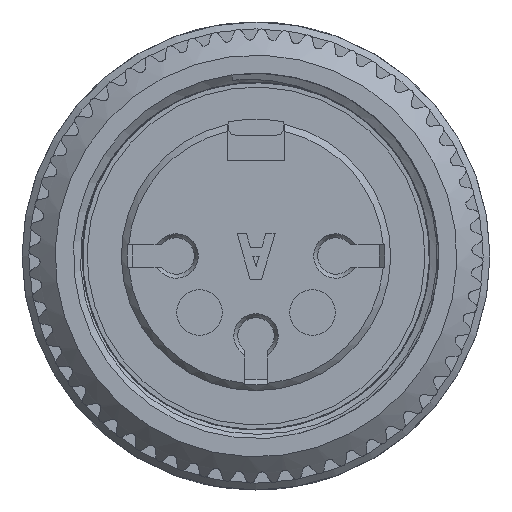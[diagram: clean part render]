
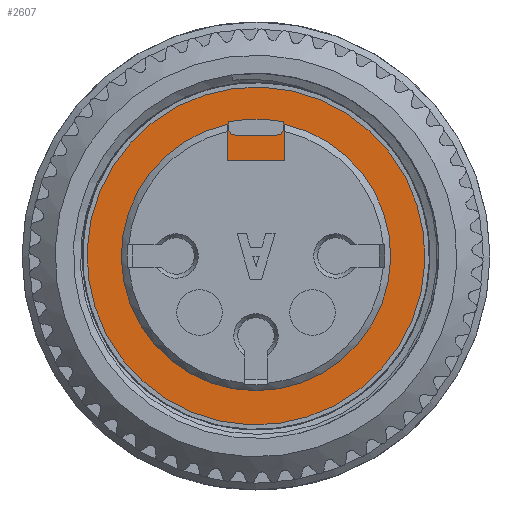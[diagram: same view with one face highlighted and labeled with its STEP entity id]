
A CAD part, left-side view. The second image highlights one B-rep face of the part: STEP entity #2607.
In plain terms, the highlighted planar face has unit normal (-1, 0, 0).
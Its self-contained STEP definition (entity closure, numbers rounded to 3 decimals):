
#590=FACE_BOUND('',#3660,.T.);
#591=FACE_BOUND('',#3661,.T.);
#592=FACE_BOUND('',#3662,.T.);
#616=ELLIPSE('',#10378,0.3,0.3);
#617=ELLIPSE('',#10381,0.3,0.3);
#796=PLANE('',#10398);
#1431=LINE('',#22228,#1849);
#1433=LINE('',#22236,#1851);
#1435=LINE('',#22244,#1853);
#1443=LINE('',#22272,#1861);
#1444=LINE('',#22277,#1862);
#1445=LINE('',#22279,#1863);
#1849=VECTOR('',#12040,1.);
#1851=VECTOR('',#12050,1.);
#1853=VECTOR('',#12060,1.);
#1861=VECTOR('',#12094,1.);
#1862=VECTOR('',#12097,1.);
#1863=VECTOR('',#12098,1.);
#2111=CIRCLE('',#10385,6.);
#2115=CIRCLE('',#10395,7.5);
#2116=CIRCLE('',#10397,5.9);
#2607=ADVANCED_FACE('',(#590,#591,#592),#796,.T.);
#3660=EDGE_LOOP('',(#6386));
#3661=EDGE_LOOP('',(#6387,#6388,#6389,#6390,#6391,#6392));
#3662=EDGE_LOOP('',(#6393,#6394,#6395,#6396));
#6386=ORIENTED_EDGE('',*,*,#8934,.T.);
#6387=ORIENTED_EDGE('',*,*,#8924,.F.);
#6388=ORIENTED_EDGE('',*,*,#8922,.T.);
#6389=ORIENTED_EDGE('',*,*,#8920,.T.);
#6390=ORIENTED_EDGE('',*,*,#8918,.T.);
#6391=ORIENTED_EDGE('',*,*,#8916,.T.);
#6392=ORIENTED_EDGE('',*,*,#8914,.T.);
#6393=ORIENTED_EDGE('',*,*,#8935,.F.);
#6394=ORIENTED_EDGE('',*,*,#8936,.T.);
#6395=ORIENTED_EDGE('',*,*,#8937,.F.);
#6396=ORIENTED_EDGE('',*,*,#8938,.F.);
#7505=VERTEX_POINT('',#22227);
#7506=VERTEX_POINT('',#22229);
#7507=VERTEX_POINT('',#22233);
#7508=VERTEX_POINT('',#22237);
#7509=VERTEX_POINT('',#22241);
#7510=VERTEX_POINT('',#22245);
#7516=VERTEX_POINT('',#22270);
#7517=VERTEX_POINT('',#22273);
#7518=VERTEX_POINT('',#22274);
#7519=VERTEX_POINT('',#22276);
#7520=VERTEX_POINT('',#22278);
#8914=EDGE_CURVE('',#7506,#7505,#1431,.T.);
#8916=EDGE_CURVE('',#7507,#7506,#616,.T.);
#8918=EDGE_CURVE('',#7508,#7507,#1433,.T.);
#8920=EDGE_CURVE('',#7509,#7508,#617,.T.);
#8922=EDGE_CURVE('',#7510,#7509,#1435,.T.);
#8924=EDGE_CURVE('',#7510,#7505,#2111,.T.);
#8934=EDGE_CURVE('',#7516,#7516,#2115,.T.);
#8935=EDGE_CURVE('',#7517,#7518,#1443,.T.);
#8936=EDGE_CURVE('',#7517,#7519,#2116,.T.);
#8937=EDGE_CURVE('',#7520,#7519,#1444,.T.);
#8938=EDGE_CURVE('',#7518,#7520,#1445,.T.);
#10378=AXIS2_PLACEMENT_3D('',#22232,#12045,#12046);
#10381=AXIS2_PLACEMENT_3D('',#22240,#12054,#12055);
#10385=AXIS2_PLACEMENT_3D('',#22248,#12064,#12065);
#10395=AXIS2_PLACEMENT_3D('',#22269,#12090,#12091);
#10397=AXIS2_PLACEMENT_3D('',#22275,#12095,#12096);
#10398=AXIS2_PLACEMENT_3D('',#22280,#12099,#12100);
#12040=DIRECTION('',(0.,0.,1.));
#12045=DIRECTION('',(1.,0.,0.));
#12046=DIRECTION('',(0.,1.,0.));
#12050=DIRECTION('',(0.,1.,0.));
#12054=DIRECTION('',(1.,0.,0.));
#12055=DIRECTION('',(0.,1.,0.));
#12060=DIRECTION('',(0.,0.,-1.));
#12064=DIRECTION('',(-1.,0.,0.));
#12065=DIRECTION('',(0.,-1.,0.));
#12090=DIRECTION('',(-1.,0.,0.));
#12091=DIRECTION('',(0.,-1.,0.));
#12094=DIRECTION('',(0.,0.,-1.));
#12095=DIRECTION('',(1.,0.,0.));
#12096=DIRECTION('',(0.,-1.,0.));
#12097=DIRECTION('',(0.,0.,1.));
#12098=DIRECTION('',(0.,1.,0.));
#12099=DIRECTION('',(-1.,0.,0.));
#12100=DIRECTION('',(0.,-1.,0.));
#22227=CARTESIAN_POINT('',(7.5,1.2,5.879));
#22228=CARTESIAN_POINT('',(7.5,1.2,5.879));
#22229=CARTESIAN_POINT('',(7.5,1.2,5.548));
#22232=CARTESIAN_POINT('',(7.5,0.904,5.6));
#22233=CARTESIAN_POINT('',(7.5,0.904,5.3));
#22236=CARTESIAN_POINT('',(7.5,-1.05,5.3));
#22237=CARTESIAN_POINT('',(7.5,-0.904,5.3));
#22240=CARTESIAN_POINT('',(7.5,-0.904,5.6));
#22241=CARTESIAN_POINT('',(7.5,-1.2,5.548));
#22244=CARTESIAN_POINT('',(7.5,-1.2,5.3));
#22245=CARTESIAN_POINT('',(7.5,-1.2,5.879));
#22248=CARTESIAN_POINT('',(7.5,0.,0.));
#22269=CARTESIAN_POINT('',(7.5,0.,0.));
#22270=CARTESIAN_POINT('',(7.5,-7.5,0.));
#22272=CARTESIAN_POINT('',(7.5,-1.25,0.));
#22273=CARTESIAN_POINT('',(7.5,-1.25,5.766));
#22274=CARTESIAN_POINT('',(7.5,-1.25,4.2));
#22275=CARTESIAN_POINT('',(7.5,0.,0.));
#22276=CARTESIAN_POINT('',(7.5,1.25,5.766));
#22277=CARTESIAN_POINT('',(7.5,1.25,0.));
#22278=CARTESIAN_POINT('',(7.5,1.25,4.2));
#22279=CARTESIAN_POINT('',(7.5,6.,4.2));
#22280=CARTESIAN_POINT('',(7.5,6.,0.));
